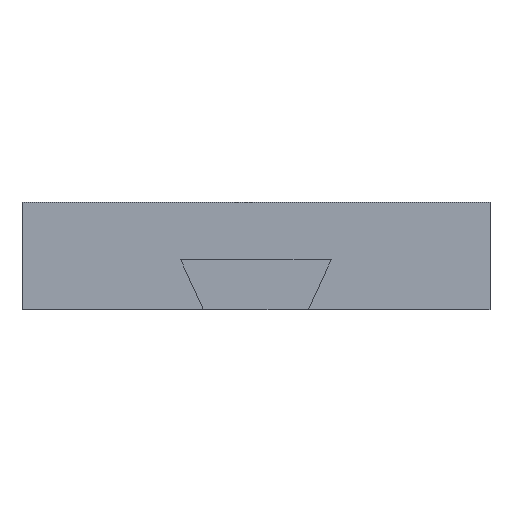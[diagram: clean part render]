
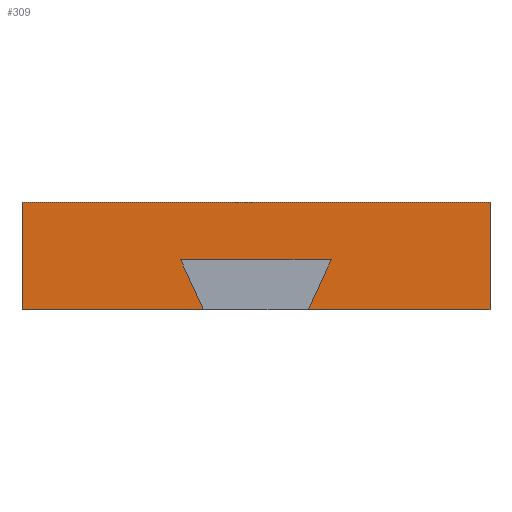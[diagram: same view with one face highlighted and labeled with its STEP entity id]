
A CAD part, left-side view. The second image highlights one B-rep face of the part: STEP entity #309.
In plain terms, the highlighted planar face has unit normal (-1, 0, 0).
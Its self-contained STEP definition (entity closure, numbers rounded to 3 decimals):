
#16=PLANE('',#347);
#38=FACE_OUTER_BOUND('',#60,.T.);
#60=EDGE_LOOP('',(#234,#235,#236,#237,#238,#239,#240,#241));
#85=LINE('',#465,#115);
#87=LINE('',#472,#117);
#89=LINE('',#548,#119);
#92=LINE('',#558,#122);
#93=LINE('',#559,#123);
#94=LINE('',#560,#124);
#95=LINE('',#562,#125);
#96=LINE('',#563,#126);
#115=VECTOR('',#376,10.);
#117=VECTOR('',#382,10.);
#119=VECTOR('',#386,10.);
#122=VECTOR('',#395,10.);
#123=VECTOR('',#396,10.);
#124=VECTOR('',#397,10.);
#125=VECTOR('',#398,10.);
#126=VECTOR('',#399,10.);
#149=VERTEX_POINT('',#458);
#151=VERTEX_POINT('',#462);
#152=VERTEX_POINT('',#464);
#155=VERTEX_POINT('',#470);
#158=VERTEX_POINT('',#544);
#160=VERTEX_POINT('',#547);
#164=VERTEX_POINT('',#557);
#165=VERTEX_POINT('',#561);
#179=EDGE_CURVE('',#151,#152,#85,.T.);
#183=EDGE_CURVE('',#155,#149,#87,.T.);
#187=EDGE_CURVE('',#160,#158,#89,.T.);
#192=EDGE_CURVE('',#149,#164,#92,.T.);
#193=EDGE_CURVE('',#160,#155,#93,.T.);
#194=EDGE_CURVE('',#152,#158,#94,.T.);
#195=EDGE_CURVE('',#165,#151,#95,.T.);
#196=EDGE_CURVE('',#164,#165,#96,.T.);
#234=ORIENTED_EDGE('',*,*,#192,.F.);
#235=ORIENTED_EDGE('',*,*,#183,.F.);
#236=ORIENTED_EDGE('',*,*,#193,.F.);
#237=ORIENTED_EDGE('',*,*,#187,.T.);
#238=ORIENTED_EDGE('',*,*,#194,.F.);
#239=ORIENTED_EDGE('',*,*,#179,.F.);
#240=ORIENTED_EDGE('',*,*,#195,.F.);
#241=ORIENTED_EDGE('',*,*,#196,.F.);
#309=ADVANCED_FACE('',(#38),#16,.T.);
#347=AXIS2_PLACEMENT_3D('',#556,#393,#394);
#376=DIRECTION('',(0.,1.,0.));
#382=DIRECTION('',(0.,1.,0.));
#386=DIRECTION('',(0.,1.,0.));
#393=DIRECTION('center_axis',(-1.,0.,0.));
#394=DIRECTION('ref_axis',(0.,0.,1.));
#395=DIRECTION('',(0.,-0.416,0.909));
#396=DIRECTION('',(0.,0.,-1.));
#397=DIRECTION('',(0.,0.,1.));
#398=DIRECTION('',(0.,-0.416,-0.909));
#399=DIRECTION('',(0.,1.,0.));
#458=CARTESIAN_POINT('',(101.6,28.591,-2.386));
#462=CARTESIAN_POINT('',(101.6,45.101,-2.386));
#464=CARTESIAN_POINT('',(101.6,73.66,-2.386));
#465=CARTESIAN_POINT('',(101.6,0.,-2.386));
#470=CARTESIAN_POINT('',(101.6,0.,-2.386));
#472=CARTESIAN_POINT('',(101.6,0.,-2.386));
#544=CARTESIAN_POINT('',(101.6,73.66,14.514));
#547=CARTESIAN_POINT('',(101.6,0.,14.514));
#548=CARTESIAN_POINT('',(101.6,0.,14.514));
#556=CARTESIAN_POINT('Origin',(101.6,0.,0.));
#557=CARTESIAN_POINT('',(101.6,25.01,5.448));
#558=CARTESIAN_POINT('',(101.6,23.764,8.173));
#559=CARTESIAN_POINT('',(101.6,0.,79.851));
#560=CARTESIAN_POINT('',(101.6,73.66,79.851));
#561=CARTESIAN_POINT('',(101.6,48.682,5.448));
#562=CARTESIAN_POINT('',(101.6,41.654,-9.926));
#563=CARTESIAN_POINT('',(101.6,24.455,5.448));
